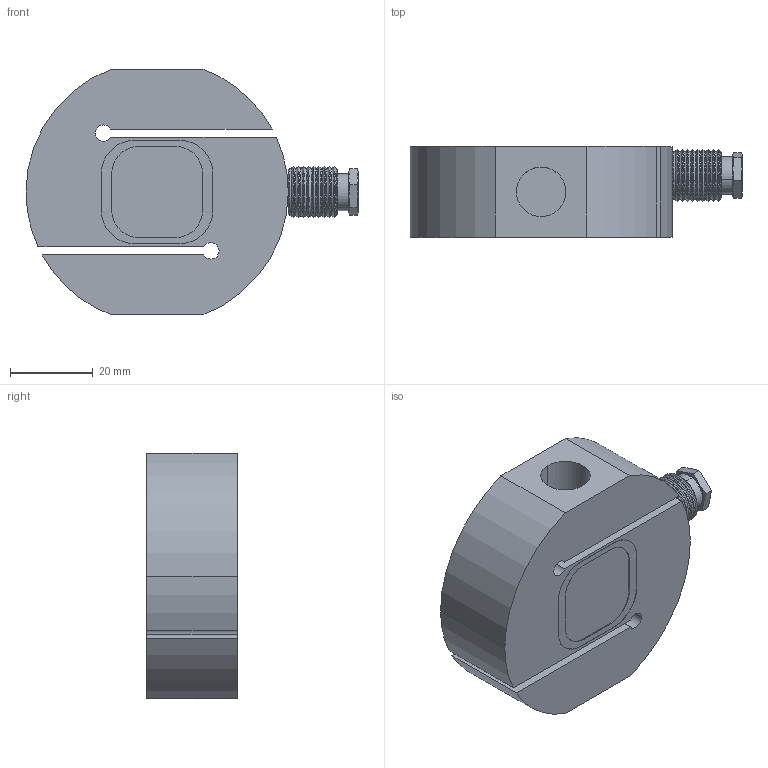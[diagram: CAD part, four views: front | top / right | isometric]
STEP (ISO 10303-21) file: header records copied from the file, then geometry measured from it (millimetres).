
FILE_DESCRIPTION(('STEP AP214'),'1');
FILE_NAME('CTOL 50-100-200-300 kg.stp','2018-01-12T10:57:20',(' '),(' '),'Spatial InterOp 3D',' ',' ');
FILE_SCHEMA(('AUTOMOTIVE_DESIGN { 1 0 10303 214 1 1 1 1 }'));
Length unit declared in the file: metre
Products named in the file (3): CTOL 50-100-200-300 kg; corpo; pressacavo ¼ GAS
Assembly tree (2 placements, depth 2):
  CTOL 50-100-200-300 kg
    corpo
    pressacavo ¼ GAS
Bounding box: 80.38 x 22 x 59.5 mm (x, y, z)
Volume: 62472.7 mm3; surface area: 15732.5 mm2
Topology: 2 solids, 2 shells, 163 faces, 364 edges, 214 vertices
Faces by surface type: cone 56, cylinder 38, plane 37, torus 32
Entity records: 5925 total; most frequent: DIRECTION 870, CARTESIAN_POINT 816, ORIENTED_EDGE 728, AXIS2_PLACEMENT_3D 364, EDGE_CURVE 364, VERTEX_POINT 214, CIRCLE 198, EDGE_LOOP 176
